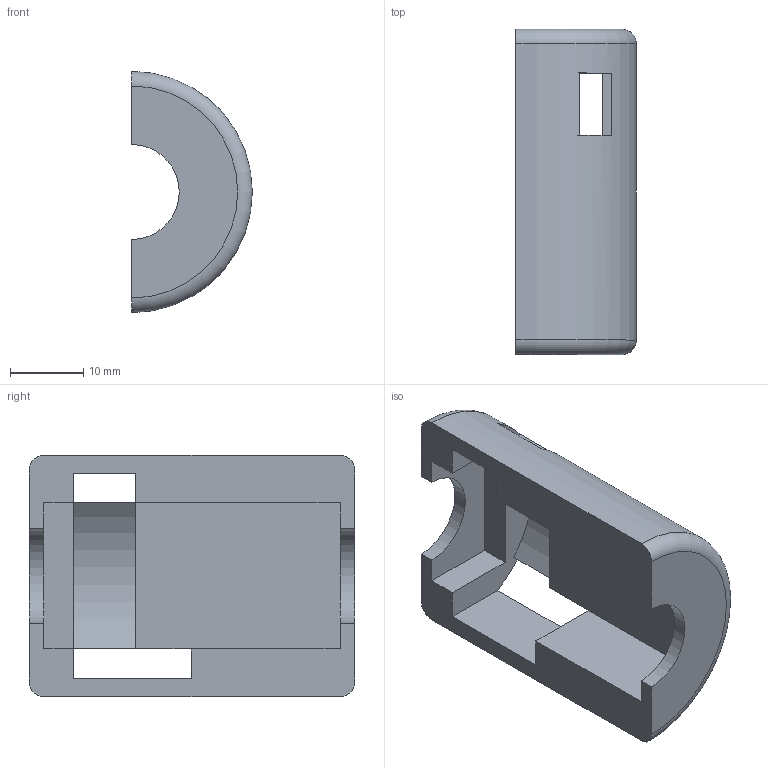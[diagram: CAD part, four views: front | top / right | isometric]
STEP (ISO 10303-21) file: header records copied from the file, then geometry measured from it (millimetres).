
FILE_DESCRIPTION (( 'STEP AP203' ), '1' );
FILE_NAME ('shoulder right middle.sldasm-Part-1_默认_sldprt.STEP', '2018-02-02T07:13:06', ( '' ), ( '' ), 'SwSTEP 2.0', 'SolidWorks 2014', '' );
FILE_SCHEMA (( 'CONFIG_CONTROL_DESIGN' ));
Length unit declared in the file: millimetre
Products named in the file (1): shoulder right middle.sldasm-Part-1_默认_sldprt
Bounding box: 16.5 x 44.5 x 33 mm (x, y, z)
Volume: 8606.9 mm3; surface area: 5656.9 mm2
Topology: 1 solids, 1 shells, 25 faces, 74 edges, 49 vertices
Faces by surface type: plane 19, cylinder 4, torus 2
Entity records: 923 total; most frequent: CARTESIAN_POINT 149, ORIENTED_EDGE 148, DIRECTION 144, EDGE_CURVE 74, VECTOR 56, LINE 56, VERTEX_POINT 49, AXIS2_PLACEMENT_3D 44
